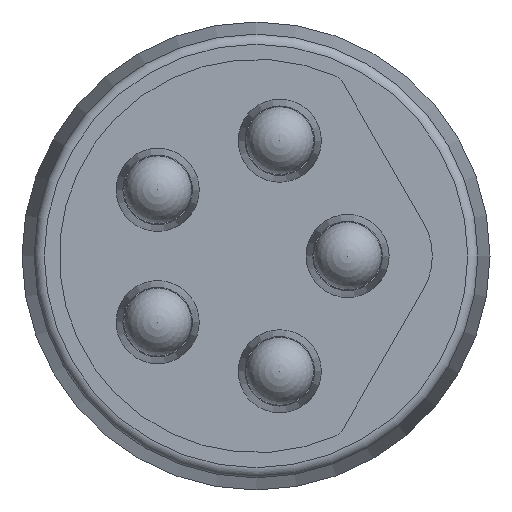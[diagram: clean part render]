
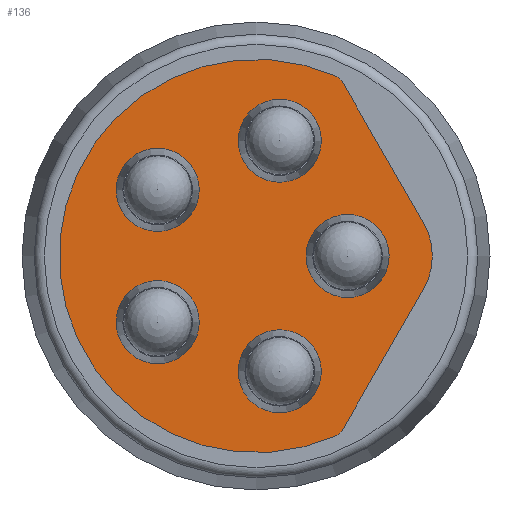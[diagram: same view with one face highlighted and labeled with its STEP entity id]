
A CAD part, front view. The second image highlights one B-rep face of the part: STEP entity #136.
In plain terms, the highlighted planar face has unit normal (0, -1, 0).
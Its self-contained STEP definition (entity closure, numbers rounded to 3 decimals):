
#115=LINE('',#1434,#125);
#116=LINE('',#1438,#126);
#125=VECTOR('',#1133,1.);
#126=VECTOR('',#1136,1.);
#136=ADVANCED_FACE('',(#236,#237,#238,#239,#240,#241),#211,.F.);
#211=PLANE('',#974);
#236=FACE_BOUND('',#382,.T.);
#237=FACE_BOUND('',#383,.T.);
#238=FACE_BOUND('',#384,.T.);
#239=FACE_BOUND('',#385,.T.);
#240=FACE_BOUND('',#386,.T.);
#241=FACE_BOUND('',#387,.T.);
#382=EDGE_LOOP('',(#534));
#383=EDGE_LOOP('',(#535));
#384=EDGE_LOOP('',(#536));
#385=EDGE_LOOP('',(#537));
#386=EDGE_LOOP('',(#538));
#387=EDGE_LOOP('',(#539,#540,#541,#542,#543,#544));
#534=ORIENTED_EDGE('',*,*,#803,.T.);
#535=ORIENTED_EDGE('',*,*,#804,.T.);
#536=ORIENTED_EDGE('',*,*,#805,.T.);
#537=ORIENTED_EDGE('',*,*,#806,.T.);
#538=ORIENTED_EDGE('',*,*,#807,.T.);
#539=ORIENTED_EDGE('',*,*,#808,.F.);
#540=ORIENTED_EDGE('',*,*,#809,.T.);
#541=ORIENTED_EDGE('',*,*,#810,.F.);
#542=ORIENTED_EDGE('',*,*,#811,.F.);
#543=ORIENTED_EDGE('',*,*,#812,.F.);
#544=ORIENTED_EDGE('',*,*,#813,.T.);
#714=VERTEX_POINT('',#1420);
#715=VERTEX_POINT('',#1422);
#716=VERTEX_POINT('',#1424);
#717=VERTEX_POINT('',#1426);
#718=VERTEX_POINT('',#1428);
#719=VERTEX_POINT('',#1430);
#720=VERTEX_POINT('',#1431);
#721=VERTEX_POINT('',#1433);
#722=VERTEX_POINT('',#1435);
#723=VERTEX_POINT('',#1437);
#724=VERTEX_POINT('',#1439);
#803=EDGE_CURVE('',#714,#714,#893,.T.);
#804=EDGE_CURVE('',#715,#715,#894,.T.);
#805=EDGE_CURVE('',#716,#716,#895,.T.);
#806=EDGE_CURVE('',#717,#717,#896,.T.);
#807=EDGE_CURVE('',#718,#718,#897,.T.);
#808=EDGE_CURVE('',#719,#720,#898,.T.);
#809=EDGE_CURVE('',#719,#721,#899,.T.);
#810=EDGE_CURVE('',#722,#721,#115,.T.);
#811=EDGE_CURVE('',#723,#722,#900,.T.);
#812=EDGE_CURVE('',#724,#723,#116,.T.);
#813=EDGE_CURVE('',#724,#720,#901,.T.);
#893=CIRCLE('',#965,0.613);
#894=CIRCLE('',#966,0.613);
#895=CIRCLE('',#967,0.613);
#896=CIRCLE('',#968,0.613);
#897=CIRCLE('',#969,0.613);
#898=CIRCLE('',#970,2.9);
#899=CIRCLE('',#971,0.2);
#900=CIRCLE('',#972,1.);
#901=CIRCLE('',#973,0.2);
#965=AXIS2_PLACEMENT_3D('',#1419,#1119,#1120);
#966=AXIS2_PLACEMENT_3D('',#1421,#1121,#1122);
#967=AXIS2_PLACEMENT_3D('',#1423,#1123,#1124);
#968=AXIS2_PLACEMENT_3D('',#1425,#1125,#1126);
#969=AXIS2_PLACEMENT_3D('',#1427,#1127,#1128);
#970=AXIS2_PLACEMENT_3D('',#1429,#1129,#1130);
#971=AXIS2_PLACEMENT_3D('',#1432,#1131,#1132);
#972=AXIS2_PLACEMENT_3D('',#1436,#1134,#1135);
#973=AXIS2_PLACEMENT_3D('',#1440,#1137,#1138);
#974=AXIS2_PLACEMENT_3D('',#1441,#1139,#1140);
#1119=DIRECTION('',(0.,1.,0.));
#1120=DIRECTION('',(1.,0.,0.));
#1121=DIRECTION('',(0.,1.,0.));
#1122=DIRECTION('',(1.,0.,0.));
#1123=DIRECTION('',(0.,1.,0.));
#1124=DIRECTION('',(1.,0.,0.));
#1125=DIRECTION('',(0.,1.,0.));
#1126=DIRECTION('',(1.,0.,0.));
#1127=DIRECTION('',(0.,1.,0.));
#1128=DIRECTION('',(1.,0.,0.));
#1129=DIRECTION('',(0.,1.,0.));
#1130=DIRECTION('',(1.,0.,0.));
#1131=DIRECTION('',(0.,-1.,0.));
#1132=DIRECTION('',(1.,0.,0.));
#1133=DIRECTION('',(-0.5,0.,-0.866));
#1134=DIRECTION('',(0.,1.,0.));
#1135=DIRECTION('',(1.,0.,0.));
#1136=DIRECTION('',(0.5,0.,-0.866));
#1137=DIRECTION('',(0.,-1.,0.));
#1138=DIRECTION('',(1.,0.,0.));
#1139=DIRECTION('',(0.,1.,0.));
#1140=DIRECTION('',(1.,0.,0.));
#1419=CARTESIAN_POINT('',(50.35,45.1,1.7));
#1420=CARTESIAN_POINT('',(50.963,45.1,1.7));
#1421=CARTESIAN_POINT('',(51.35,45.1,0.));
#1422=CARTESIAN_POINT('',(51.963,45.1,0.));
#1423=CARTESIAN_POINT('',(48.55,45.1,0.975));
#1424=CARTESIAN_POINT('',(49.163,45.1,0.975));
#1425=CARTESIAN_POINT('',(50.35,45.1,-1.7));
#1426=CARTESIAN_POINT('',(50.963,45.1,-1.7));
#1427=CARTESIAN_POINT('',(48.55,45.1,-0.975));
#1428=CARTESIAN_POINT('',(49.163,45.1,-0.975));
#1429=CARTESIAN_POINT('',(50.,45.1,0.));
#1430=CARTESIAN_POINT('',(51.182,45.1,-2.648));
#1431=CARTESIAN_POINT('',(51.182,45.1,2.648));
#1432=CARTESIAN_POINT('',(51.1,45.1,-2.466));
#1433=CARTESIAN_POINT('',(51.273,45.1,-2.566));
#1434=CARTESIAN_POINT('',(52.066,45.1,-1.193));
#1435=CARTESIAN_POINT('',(52.466,45.1,-0.5));
#1436=CARTESIAN_POINT('',(51.6,45.1,0.));
#1437=CARTESIAN_POINT('',(52.466,45.1,0.5));
#1438=CARTESIAN_POINT('',(52.066,45.1,1.193));
#1439=CARTESIAN_POINT('',(51.273,45.1,2.566));
#1440=CARTESIAN_POINT('',(51.1,45.1,2.466));
#1441=CARTESIAN_POINT('',(50.,45.1,0.));
